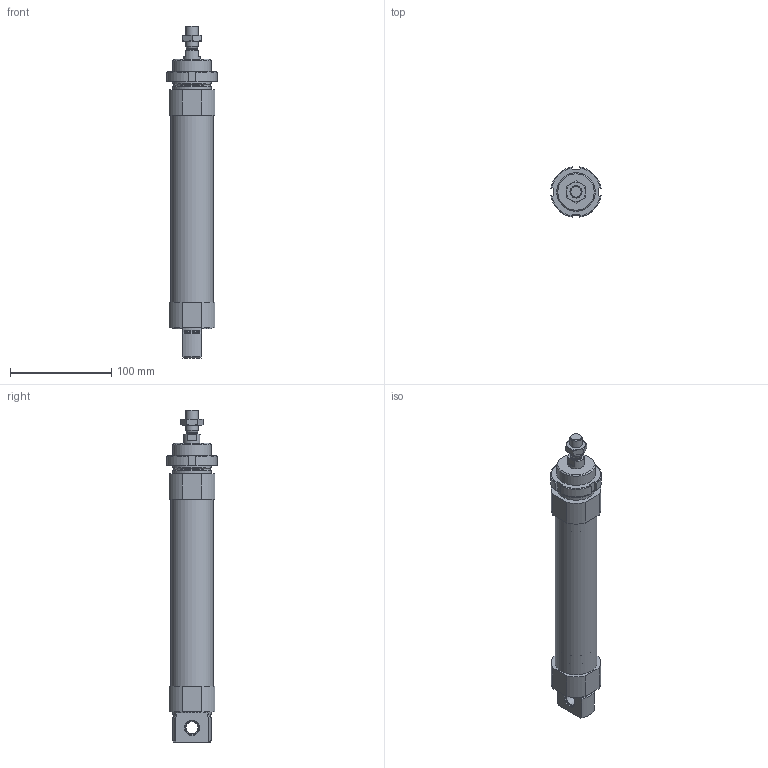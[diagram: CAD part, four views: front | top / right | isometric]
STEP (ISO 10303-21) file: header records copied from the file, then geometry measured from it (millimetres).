
FILE_DESCRIPTION(/* description */ ('STEP AP214'),/* implementation_level */ '2;1');
FILE_NAME(/* name */ '5262772_DSNU-40-150-PPS-A',/* time_stamp */ '2024-08-22T19:51:27+02:00',/* author */ ('License CC BY-ND 4.0'),/* organization */ ('CADENAS'),/* preprocessor_version */ 'ST-DEVELOPER v19.3',/* originating_system */ 'PARTsolutions',/* authorisation */ ' ');
FILE_SCHEMA (('AUTOMOTIVE_DESIGN {1 0 10303 214 3 1 1}'));
Length unit declared in the file: millimetre
Products named in the file (5): 5262772 DSNU-40-150-PPS-A---(0); 5262772 DSNU-40-150-PPS---(A----0-ZR); 3763 M38x1.5; 5262772 DSNU-40-150-PPS---(A---00--0-KS); DIN-439-B - M12x1.25(F)
Assembly tree (4 placements, depth 2):
  5262772 DSNU-40-150-PPS-A---(0)
    5262772 DSNU-40-150-PPS---(A----0-ZR)
    3763 M38x1.5
    5262772 DSNU-40-150-PPS---(A---00--0-KS)
    DIN-439-B - M12x1.25(F)
Bounding box: 49.51 x 49.51 x 327.6 mm (x, y, z)
Volume: 244840.4 mm3; surface area: 91252.8 mm2
Topology: 4 solids, 4 shells, 135 faces, 322 edges, 208 vertices
Faces by surface type: plane 65, cylinder 42, cone 20, torus 8
Full cylindrical faces by diameter (mm): 10.2 x1, 10.647 x1, 11.445 x2, 12 x2, 14 x2, 16 x2, 35.7 x1, 36.376 x1, 38 x3, 40 x2, 41.6 x1
Entity records: 4345 total; most frequent: CARTESIAN_POINT 724, DIRECTION 646, ORIENTED_EDGE 560, EDGE_CURVE 280, AXIS2_PLACEMENT_3D 254, VERTEX_POINT 204, EDGE_LOOP 192, FACE_BOUND 192
